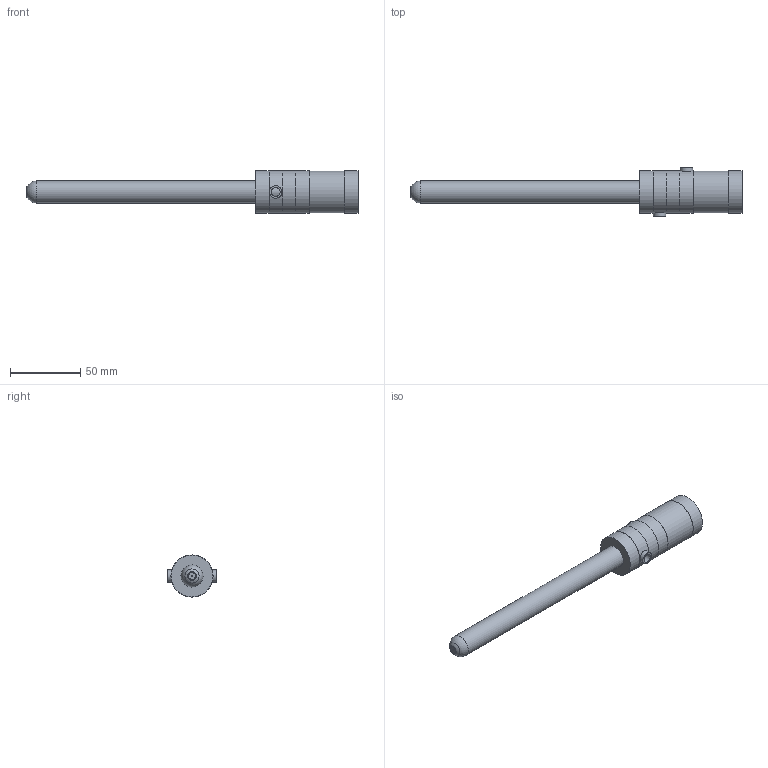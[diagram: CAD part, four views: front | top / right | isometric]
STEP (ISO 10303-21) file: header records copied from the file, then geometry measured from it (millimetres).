
FILE_DESCRIPTION(/* description */ (''),/* implementation_level */ '2;1');
FILE_NAME(/* name */ 'MEOP_CLAS12.stp',/* time_stamp */ '2020-07-23T12:13:24-04:00',/* author */ ('James'),/* organization */ (''),/* preprocessor_version */ 'ST-DEVELOPER v18',/* originating_system */ 'Autodesk Inventor 2020',/* authorisation */ '');
FILE_SCHEMA (('AUTOMOTIVE_DESIGN { 1 0 10303 214 3 1 1 }'));
Length unit declared in the file: inch
Products named in the file (9): MEOP_CLAS12; deverter; outer_cell; flow_entrance; exchanger; beam_window; be; al_window; he3
Assembly tree (9 placements, depth 2):
  MEOP_CLAS12
    deverter
    flow_entrance  x2
    outer_cell
    exchanger
    beam_window
    be
    al_window
    he3
Bounding box: 236.98 x 35.56 x 30 mm (x, y, z)
Volume: 52364.6 mm3; surface area: 56538.2 mm2
Topology: 9 solids, 10 shells, 52 faces, 106 edges, 78 vertices
Faces by surface type: plane 24, cylinder 23, sphere 3, bspline 2
Full cylindrical faces by diameter (mm): 5 x1, 6.35 x3, 10 x4, 10.4 x1, 10.508 x1, 11.27 x1, 13.81 x1, 15 x3, 15.8 x1, 27.46 x1, 30 x6
Entity records: 2464 total; most frequent: CARTESIAN_POINT 1037, DIRECTION 281, ORIENTED_EDGE 184, AXIS2_PLACEMENT_3D 130, EDGE_CURVE 92, CIRCLE 68, VERTEX_POINT 68, EDGE_LOOP 62
